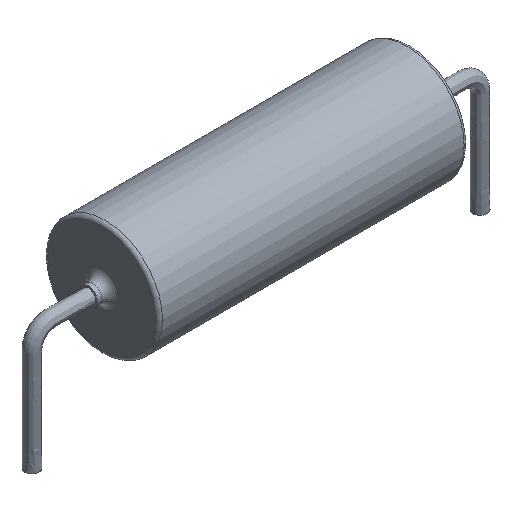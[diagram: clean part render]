
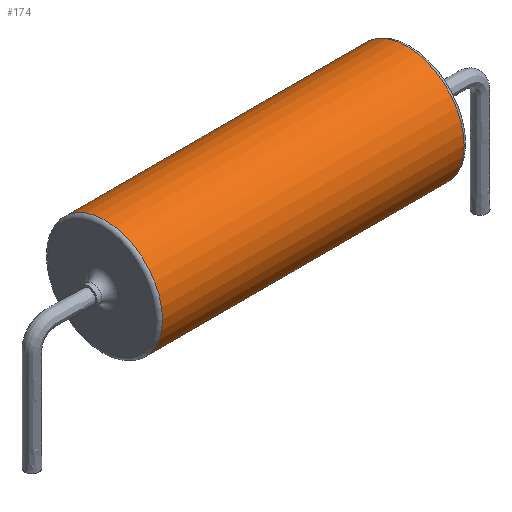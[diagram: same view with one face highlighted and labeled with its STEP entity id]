
A CAD part, isometric view. The second image highlights one B-rep face of the part: STEP entity #174.
In plain terms, the highlighted cylindrical face has radius 3.25 mm (diameter 6.5 mm), a full revolution.
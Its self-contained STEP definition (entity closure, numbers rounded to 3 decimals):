
#36=CYLINDRICAL_SURFACE($,#207,3.25);
#44=FACE_BOUND($,#78,.T.);
#53=FACE_OUTER_BOUND($,#77,.T.);
#77=EDGE_LOOP($,(#145));
#78=EDGE_LOOP($,(#146));
#97=CIRCLE($,#206,3.25);
#98=CIRCLE($,#208,3.25);
#109=VERTEX_POINT($,#298);
#110=VERTEX_POINT($,#301);
#123=EDGE_CURVE($,#109,#109,#97,.T.);
#124=EDGE_CURVE($,#110,#110,#98,.T.);
#145=ORIENTED_EDGE($,*,*,#124,.F.);
#146=ORIENTED_EDGE($,*,*,#123,.F.);
#174=ADVANCED_FACE($,(#53,#44),#36,.T.);
#206=AXIS2_PLACEMENT_3D($,#299,#250,#251);
#207=AXIS2_PLACEMENT_3D($,#300,#252,#253);
#208=AXIS2_PLACEMENT_3D($,#302,#254,#255);
#250=DIRECTION('center_axis',(-1.,0.,0.));
#251=DIRECTION('ref_axis',(0.,1.,0.));
#252=DIRECTION('center_axis',(-1.,0.,0.));
#253=DIRECTION('ref_axis',(0.,1.,0.));
#254=DIRECTION('center_axis',(1.,0.,0.));
#255=DIRECTION('ref_axis',(0.,1.,0.));
#298=CARTESIAN_POINT('',(-8.55,-3.25,3.25));
#299=CARTESIAN_POINT('Origin',(-8.55,0.,3.25));
#300=CARTESIAN_POINT('Origin',(8.75,0.,3.25));
#301=CARTESIAN_POINT('',(8.55,-3.25,3.25));
#302=CARTESIAN_POINT('Origin',(8.55,0.,3.25));
